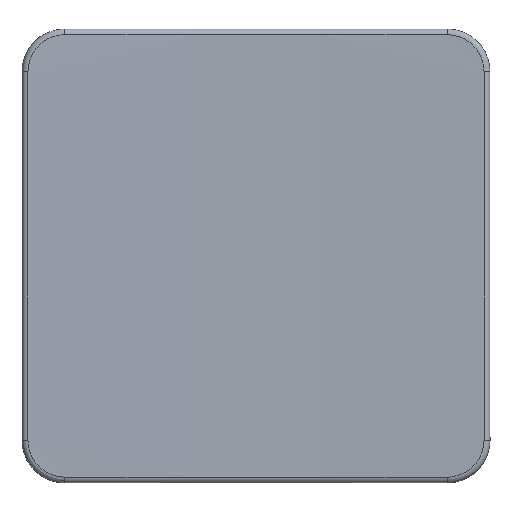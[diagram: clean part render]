
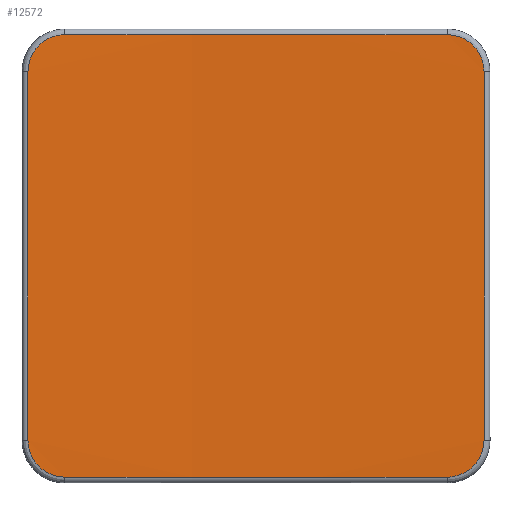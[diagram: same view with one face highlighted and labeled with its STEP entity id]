
A CAD part, top view. The second image highlights one B-rep face of the part: STEP entity #12572.
In plain terms, the highlighted cylindrical face has radius 170.256 mm (diameter 340.512 mm), a partial arc.
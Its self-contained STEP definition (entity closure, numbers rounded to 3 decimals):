
#332=B_SPLINE_CURVE_WITH_KNOTS('',3,(#19225,#19226,#19227,#19228,#19229),
 .UNSPECIFIED.,.F.,.F.,(4,1,4),(0.,0.088,0.204),
 .UNSPECIFIED.);
#334=B_SPLINE_CURVE_WITH_KNOTS('',3,(#19269,#19270,#19271,#19272,#19273),
 .UNSPECIFIED.,.F.,.F.,(4,1,4),(0.,0.088,0.204),
 .UNSPECIFIED.);
#336=B_SPLINE_CURVE_WITH_KNOTS('',3,(#19313,#19314,#19315,#19316,#19317),
 .UNSPECIFIED.,.F.,.F.,(4,1,4),(0.,0.088,0.204),
 .UNSPECIFIED.);
#338=B_SPLINE_CURVE_WITH_KNOTS('',3,(#19354,#19355,#19356,#19357,#19358),
 .UNSPECIFIED.,.F.,.F.,(4,1,4),(0.,0.088,
0.204),.UNSPECIFIED.);
#385=CIRCLE('',#13434,170.256);
#391=CIRCLE('',#13442,170.256);
#1035=CYLINDRICAL_SURFACE('',#13450,170.256);
#1381=FACE_OUTER_BOUND('',#2185,.T.);
#2185=EDGE_LOOP('',(#8456,#8457,#8458,#8459,#8460,#8461,#8462,#8463));
#3003=LINE('',#19191,#4163);
#3004=LINE('',#19278,#4164);
#4163=VECTOR('',#14979,10.);
#4164=VECTOR('',#14996,10.);
#5318=VERTEX_POINT('',#19184);
#5321=VERTEX_POINT('',#19189);
#5323=VERTEX_POINT('',#19223);
#5325=VERTEX_POINT('',#19232);
#5327=VERTEX_POINT('',#19267);
#5329=VERTEX_POINT('',#19276);
#5331=VERTEX_POINT('',#19311);
#5333=VERTEX_POINT('',#19320);
#6467=EDGE_CURVE('',#5321,#5318,#3003,.T.);
#6470=EDGE_CURVE('',#5323,#5321,#332,.T.);
#6472=EDGE_CURVE('',#5325,#5323,#385,.T.);
#6476=EDGE_CURVE('',#5327,#5325,#334,.T.);
#6478=EDGE_CURVE('',#5329,#5327,#3004,.T.);
#6482=EDGE_CURVE('',#5331,#5329,#336,.T.);
#6484=EDGE_CURVE('',#5333,#5331,#391,.T.);
#6487=EDGE_CURVE('',#5318,#5333,#338,.T.);
#8456=ORIENTED_EDGE('',*,*,#6467,.F.);
#8457=ORIENTED_EDGE('',*,*,#6470,.F.);
#8458=ORIENTED_EDGE('',*,*,#6472,.F.);
#8459=ORIENTED_EDGE('',*,*,#6476,.F.);
#8460=ORIENTED_EDGE('',*,*,#6478,.F.);
#8461=ORIENTED_EDGE('',*,*,#6482,.F.);
#8462=ORIENTED_EDGE('',*,*,#6484,.F.);
#8463=ORIENTED_EDGE('',*,*,#6487,.F.);
#12572=ADVANCED_FACE('',(#1381),#1035,.F.);
#13434=AXIS2_PLACEMENT_3D('',#19234,#14986,#14987);
#13442=AXIS2_PLACEMENT_3D('',#19322,#15004,#15005);
#13450=AXIS2_PLACEMENT_3D('',#19377,#15027,#15028);
#14979=DIRECTION('',(0.,1.,0.));
#14986=DIRECTION('center_axis',(0.,1.,0.));
#14987=DIRECTION('ref_axis',(0.,0.,-1.));
#14996=DIRECTION('',(0.,-1.,0.));
#15004=DIRECTION('center_axis',(0.,-1.,0.));
#15005=DIRECTION('ref_axis',(0.,0.,-1.));
#15027=DIRECTION('center_axis',(0.,1.,0.));
#15028=DIRECTION('ref_axis',(-0.069,0.,-0.998));
#19184=CARTESIAN_POINT('',(-8.041,5.911,2.99));
#19189=CARTESIAN_POINT('',(-8.041,-7.089,2.99));
#19191=CARTESIAN_POINT('',(-8.041,-8.589,2.99));
#19223=CARTESIAN_POINT('',(-6.742,-8.389,2.934));
#19225=CARTESIAN_POINT('Ctrl Pts',(-6.742,-8.389,
2.934));
#19226=CARTESIAN_POINT('Ctrl Pts',(-7.033,-8.389,
2.945));
#19227=CARTESIAN_POINT('Ctrl Pts',(-7.714,-8.152,
2.974));
#19228=CARTESIAN_POINT('Ctrl Pts',(-8.041,-7.479,
2.99));
#19229=CARTESIAN_POINT('Ctrl Pts',(-8.041,-7.089,
2.99));
#19232=CARTESIAN_POINT('',(6.742,-8.389,2.934));
#19234=CARTESIAN_POINT('Origin',(0.,-8.389,
173.056));
#19267=CARTESIAN_POINT('',(8.041,-7.089,2.99));
#19269=CARTESIAN_POINT('Ctrl Pts',(8.041,-7.089,2.99));
#19270=CARTESIAN_POINT('Ctrl Pts',(8.041,-7.381,2.99));
#19271=CARTESIAN_POINT('Ctrl Pts',(7.803,-8.063,2.978));
#19272=CARTESIAN_POINT('Ctrl Pts',(7.13,-8.389,2.949));
#19273=CARTESIAN_POINT('Ctrl Pts',(6.742,-8.389,2.934));
#19276=CARTESIAN_POINT('',(8.041,5.911,2.99));
#19278=CARTESIAN_POINT('',(8.041,-8.589,2.99));
#19311=CARTESIAN_POINT('',(6.742,7.211,2.934));
#19313=CARTESIAN_POINT('Ctrl Pts',(6.742,7.211,2.934));
#19314=CARTESIAN_POINT('Ctrl Pts',(7.033,7.211,2.945));
#19315=CARTESIAN_POINT('Ctrl Pts',(7.714,6.973,2.974));
#19316=CARTESIAN_POINT('Ctrl Pts',(8.041,6.3,2.99));
#19317=CARTESIAN_POINT('Ctrl Pts',(8.041,5.911,2.99));
#19320=CARTESIAN_POINT('',(-6.742,7.211,2.934));
#19322=CARTESIAN_POINT('Origin',(0.,7.211,
173.056));
#19354=CARTESIAN_POINT('Ctrl Pts',(-8.041,5.911,2.99));
#19355=CARTESIAN_POINT('Ctrl Pts',(-8.041,6.202,2.99));
#19356=CARTESIAN_POINT('Ctrl Pts',(-7.803,6.884,2.978));
#19357=CARTESIAN_POINT('Ctrl Pts',(-7.13,7.211,2.949));
#19358=CARTESIAN_POINT('Ctrl Pts',(-6.742,7.211,2.934));
#19377=CARTESIAN_POINT('Origin',(0.,-8.589,
173.056));
